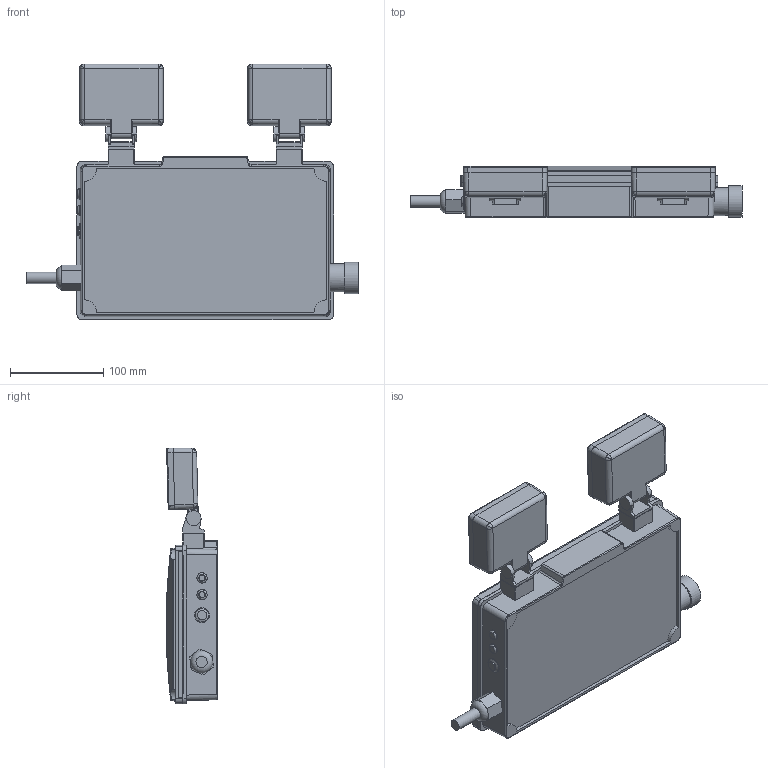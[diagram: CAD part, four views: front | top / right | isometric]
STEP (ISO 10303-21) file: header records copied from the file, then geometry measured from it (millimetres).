
FILE_DESCRIPTION (( 'STEP AP214' ), '1' );
FILE_NAME ('TWIN_SPOT.STEP', '2025-06-24T13:32:28', ( '' ), ( '' ), 'SwSTEP 2.0', 'SolidWorks 2024', '' );
FILE_SCHEMA (( 'AUTOMOTIVE_DESIGN' ));
Length unit declared in the file: millimetre
Products named in the file (1): TWIN_SPOT
Bounding box: 355.6 x 55.49 x 274.09 mm (x, y, z)
Volume: 598662.8 mm3; surface area: 397253.4 mm2
Topology: 13 solids, 13 shells, 607 faces, 1545 edges, 961 vertices
Faces by surface type: plane 233, cylinder 196, bspline 108, cone 43, sphere 20, torus 7
Full cylindrical faces by diameter (mm): 10 x1, 12 x1, 14 x1, 16 x1, 30 x1, 33.5 x1
Entity records: 22447 total; most frequent: CARTESIAN_POINT 8824, ORIENTED_EDGE 3020, DIRECTION 2552, EDGE_CURVE 1510, VERTEX_POINT 958, AXIS2_PLACEMENT_3D 923, LINE 706, VECTOR 706
